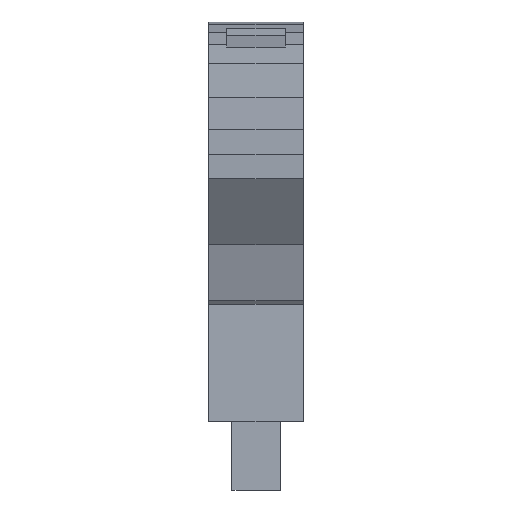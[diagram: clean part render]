
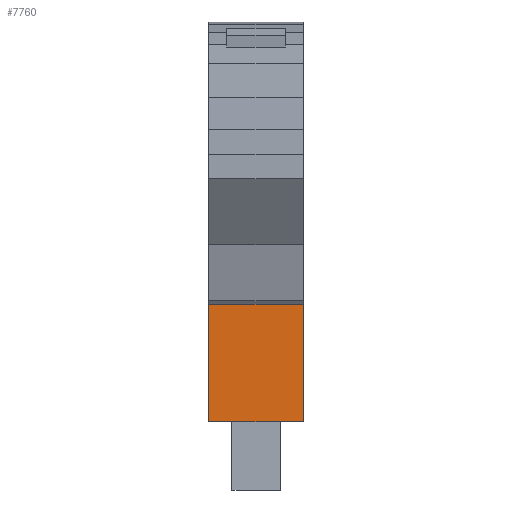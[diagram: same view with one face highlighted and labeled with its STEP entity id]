
A CAD part, front view. The second image highlights one B-rep face of the part: STEP entity #7760.
In plain terms, the highlighted face is planar.
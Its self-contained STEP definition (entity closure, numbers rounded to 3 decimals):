
#1000=CARTESIAN_POINT('',(14.582,4.9,
53.67));
#1010=VERTEX_POINT('',#1000);
#1040=CARTESIAN_POINT('',(14.582,-10.4,
53.67));
#1050=DIRECTION('',(0.,1.,0.));
#1060=VECTOR('',#1050,1.);
#1070=LINE('',#1040,#1060);
#1080=CARTESIAN_POINT('',(14.582,-10.4,
53.67));
#1090=VERTEX_POINT('',#1080);
#1100=EDGE_CURVE('',#1090,#1010,#1070,.T.);
#3690=CARTESIAN_POINT('',(14.582,-10.4,
41.37));
#3700=VERTEX_POINT('',#3690);
#3730=CARTESIAN_POINT('',(14.582,-10.4,
41.37));
#3740=DIRECTION('',(0.,1.,0.));
#3750=VECTOR('',#3740,1.);
#3760=LINE('',#3730,#3750);
#3770=CARTESIAN_POINT('',(14.582,4.9,
41.37));
#3780=VERTEX_POINT('',#3770);
#3790=EDGE_CURVE('',#3700,#3780,#3760,.T.);
#6710=CARTESIAN_POINT('',(14.582,4.9,
41.445));
#6720=DIRECTION('',(0.,0.,-1.));
#6730=VECTOR('',#6720,1.);
#6740=LINE('',#6710,#6730);
#6750=EDGE_CURVE('',#1010,#3780,#6740,.T.);
#7600=CARTESIAN_POINT('',(14.582,4.9,
41.445));
#7610=DIRECTION('',(1.,0.,0.));
#7620=DIRECTION('',(0.,1.,0.));
#7630=AXIS2_PLACEMENT_3D('',#7600,#7610,#7620);
#7640=PLANE('',#7630);
#7650=CARTESIAN_POINT('',(14.582,-10.4,
41.445));
#7660=DIRECTION('',(0.,0.,1.));
#7670=VECTOR('',#7660,1.);
#7680=LINE('',#7650,#7670);
#7690=EDGE_CURVE('',#3700,#1090,#7680,.T.);
#7700=ORIENTED_EDGE('',*,*,#7690,.F.);
#7710=ORIENTED_EDGE('',*,*,#1100,.F.);
#7720=ORIENTED_EDGE('',*,*,#6750,.F.);
#7730=ORIENTED_EDGE('',*,*,#3790,.T.);
#7740=EDGE_LOOP('',(#7730,#7720,#7710,#7700));
#7750=FACE_OUTER_BOUND('',#7740,.T.);
#7760=ADVANCED_FACE('',(#7750),#7640,.T.);
